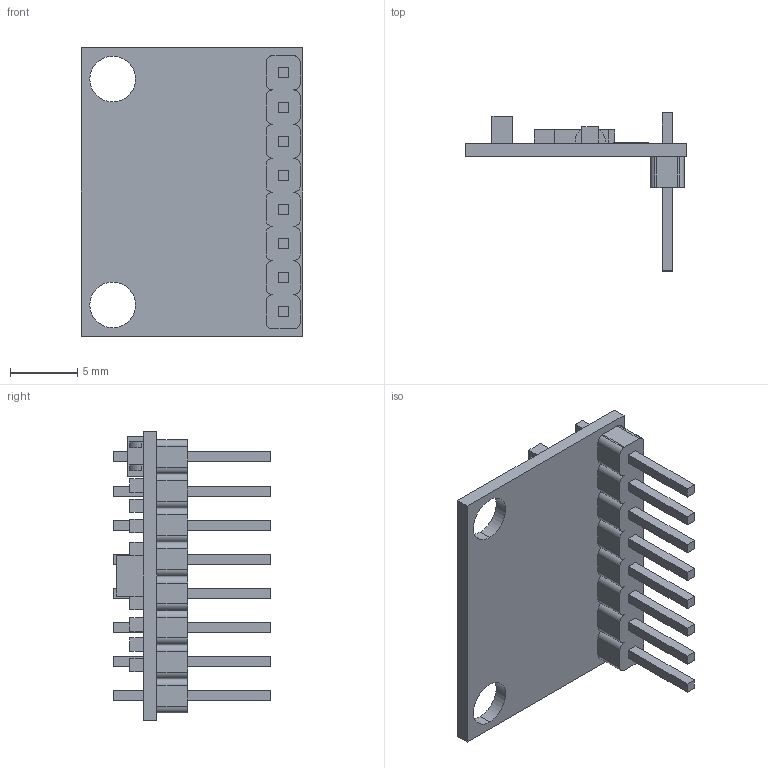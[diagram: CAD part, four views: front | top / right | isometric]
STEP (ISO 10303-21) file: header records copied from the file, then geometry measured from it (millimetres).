
FILE_DESCRIPTION (( 'STEP AP214' ), '1' );
FILE_NAME ('User Library-ITG-MPU.STEP', '2021-03-12T21:03:14', ( '' ), ( '' ), 'SwSTEP 2.0', 'SolidWorks 2020', '' );
FILE_SCHEMA (( 'AUTOMOTIVE_DESIGN' ));
Length unit declared in the file: millimetre
Products named in the file (3): User Library-ITG-MPU; Placa_Base; 8 Header-Pin
Assembly tree (2 placements, depth 2):
  User Library-ITG-MPU
    8 Header-Pin
    Placa_Base
Bounding box: 16.5 x 11.75 x 21.5 mm (x, y, z)
Volume: 548.3 mm3; surface area: 1322.7 mm2
Topology: 2 solids, 2 shells, 693 faces, 1839 edges, 1226 vertices
Faces by surface type: plane 479, bspline 171, cylinder 43
Entity records: 36954 total; most frequent: CARTESIAN_POINT 13054, ORIENTED_EDGE 3678, DIRECTION 2637, EDGE_CURVE 1839, VECTOR 1411, LINE 1411, VERTEX_POINT 1226, EDGE_LOOP 773
